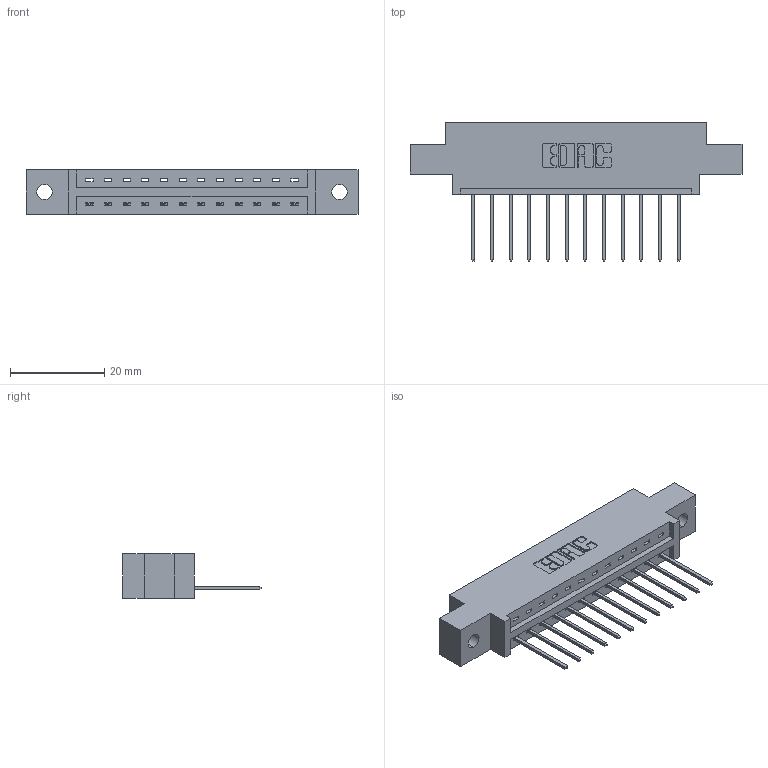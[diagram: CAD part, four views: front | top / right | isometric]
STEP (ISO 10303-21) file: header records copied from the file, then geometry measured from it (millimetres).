
FILE_DESCRIPTION (( 'STEP AP203' ), '1' );
FILE_NAME ('387-012-540-602.STEP', '2019-10-02T13:17:04', ( '' ), ( '' ), 'SwSTEP 2.0', 'SolidWorks 2016', '' );
FILE_SCHEMA (( 'CONFIG_CONTROL_DESIGN' ));
Length unit declared in the file: inch
Products named in the file (3): 345-292-001_345-293-140; 337 Part_0.170 Offset - 0.128 Dia; 387-012-540-602
Assembly tree (13 placements, depth 2):
  387-012-540-602
    337 Part_0.170 Offset - 0.128 Dia
    345-292-001_345-293-140  x12
Bounding box: 70.56 x 29.47 x 9.4 mm (x, y, z)
Volume: 6820.3 mm3; surface area: 6828.4 mm2
Topology: 13 solids, 13 shells, 862 faces, 2579 edges, 1702 vertices
Faces by surface type: plane 626, cylinder 236
Entity records: 12953 total; most frequent: CARTESIAN_POINT 2262, ORIENTED_EDGE 2210, DIRECTION 1965, EDGE_CURVE 1105, VECTOR 977, LINE 977, VERTEX_POINT 734, AXIS2_PLACEMENT_3D 494
